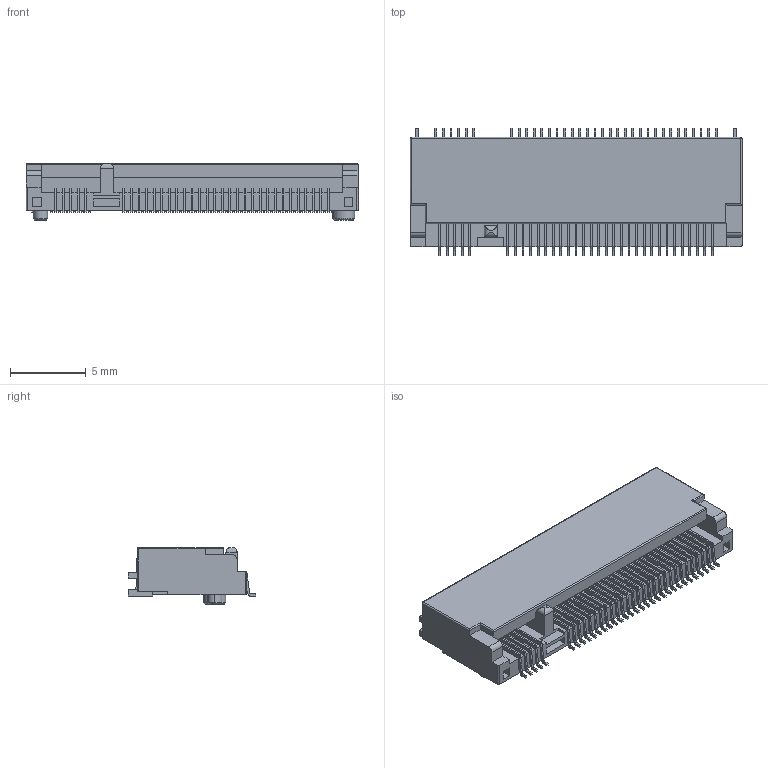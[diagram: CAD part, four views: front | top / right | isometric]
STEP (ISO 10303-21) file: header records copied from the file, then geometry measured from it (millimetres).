
FILE_DESCRIPTION (( 'STEP AP214' ), '1' );
FILE_NAME ('AS0BC21-S30BB-7H.STEP', '2024-03-12T01:35:28', ( '' ), ( '' ), 'SwSTEP 2.0', 'SolidWorks 2022', '' );
FILE_SCHEMA (( 'AUTOMOTIVE_DESIGN' ));
Length unit declared in the file: millimetre
Products named in the file (1): AS0BC21-S30BB-7H
Bounding box: 21.9 x 8.4 x 3.75 mm (x, y, z)
Volume: 347.8 mm3; surface area: 815.2 mm2
Topology: 1 solids, 1 shells, 921 faces, 2914 edges, 1934 vertices
Faces by surface type: plane 692, cylinder 223, cone 4, sphere 2
Entity records: 41999 total; most frequent: ORIENTED_EDGE 5824, CARTESIAN_POINT 5798, DIRECTION 5176, EDGE_CURVE 2912, LINE 2472, VECTOR 2472, VERTEX_POINT 1934, AXIS2_PLACEMENT_3D 1352
